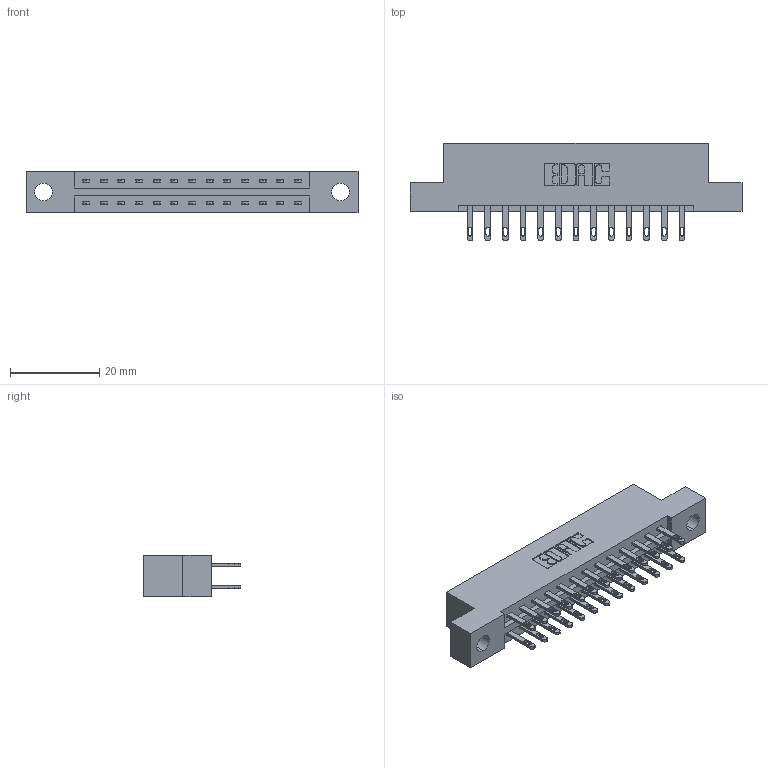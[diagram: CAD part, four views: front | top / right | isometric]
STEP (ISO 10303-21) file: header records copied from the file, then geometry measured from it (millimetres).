
FILE_DESCRIPTION (( 'STEP AP203' ), '1' );
FILE_NAME ('887-026-500-204.STEP', '2020-09-20T19:34:42', ( '' ), ( '' ), 'SwSTEP 2.0', 'SolidWorks 2020', '' );
FILE_SCHEMA (( 'CONFIG_CONTROL_DESIGN' ));
Length unit declared in the file: inch
Products named in the file (3): 837 Part_Flush Mounting Lugs - 0.156 Dia-TH; 887-026-500-204; 345-292-001_345-293-100
Assembly tree (27 placements, depth 2):
  887-026-500-204
    837 Part_Flush Mounting Lugs - 0.156 Dia-TH
    345-292-001_345-293-100  x26
Bounding box: 74.52 x 21.85 x 9.4 mm (x, y, z)
Volume: 7459.5 mm3; surface area: 8237.1 mm2
Topology: 27 solids, 27 shells, 1414 faces, 4289 edges, 2858 vertices
Faces by surface type: plane 902, cylinder 512
Entity records: 13763 total; most frequent: CARTESIAN_POINT 2342, ORIENTED_EDGE 2278, DIRECTION 2047, EDGE_CURVE 1139, LINE 1007, VECTOR 1007, VERTEX_POINT 758, AXIS2_PLACEMENT_3D 520
